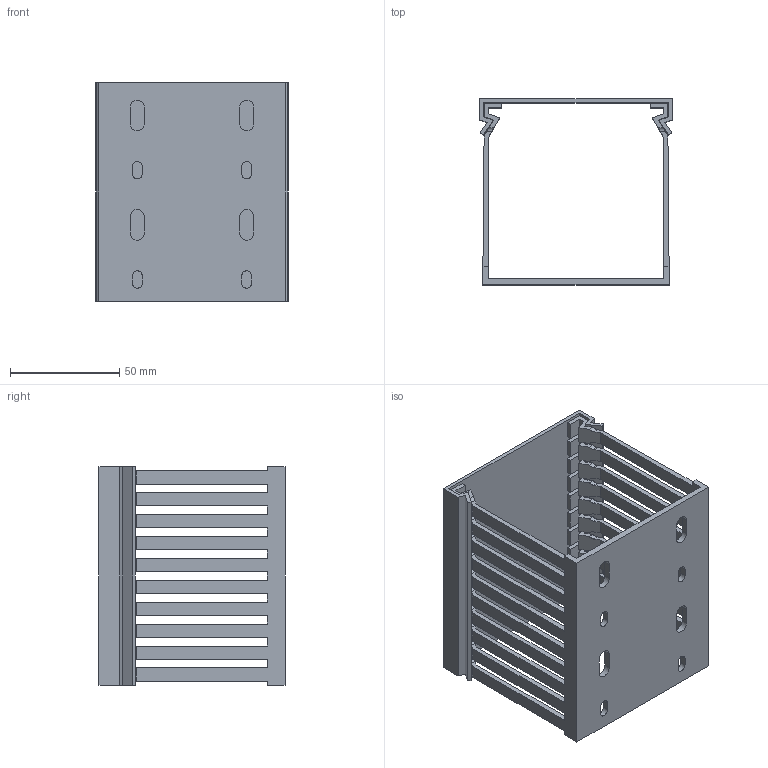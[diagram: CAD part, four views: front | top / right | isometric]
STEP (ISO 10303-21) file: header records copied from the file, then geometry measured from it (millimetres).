
FILE_DESCRIPTION((''),'2;1');
FILE_NAME('BA6800800_P_ASM','2022-04-13T16:12:50',('houdec'),(''),'CREO PARAMETRIC BY PTC INC, 2021304','CREO PARAMETRIC BY PTC INC, 2021304','');
FILE_SCHEMA(('CONFIG_CONTROL_DESIGN','SHAPE_APPEARANCE_LAYERS_GROUPS'));
Length unit declared in the file: millimetre
Products named in the file (4): 01376-M_AF0_1; 01377-M_ASM_1_ASM; 11250-M_1_1_2; BA6800800_P_ASM
Assembly tree (3 placements, depth 3):
  BA6800800_P_ASM
    01377-M_ASM_1_ASM
      01376-M_AF0_1
    11250-M_1_1_2
Bounding box: 88 x 85 x 100 mm (x, y, z)
Volume: 71792 mm3; surface area: 75313.4 mm2
Topology: 2 solids, 2 shells, 380 faces, 1128 edges, 752 vertices
Faces by surface type: plane 324, cylinder 56
Entity records: 13042 total; most frequent: CARTESIAN_POINT 2629, ORIENTED_EDGE 2256, DIRECTION 1856, EDGE_CURVE 1128, VECTOR 1016, LINE 1016, VERTEX_POINT 752, AXIS2_PLACEMENT_3D 420
